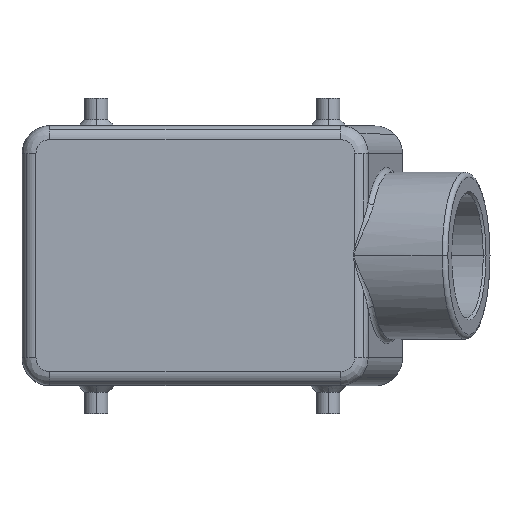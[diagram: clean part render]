
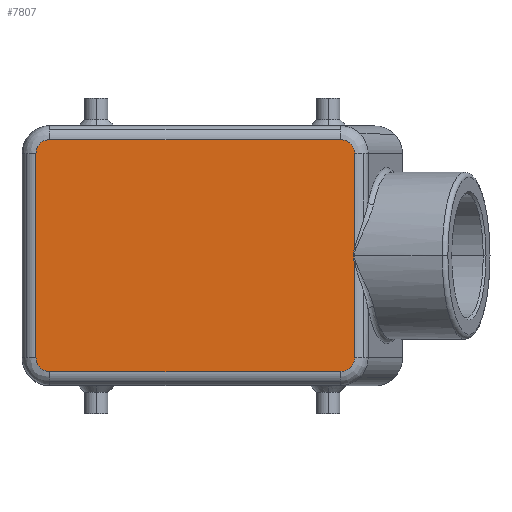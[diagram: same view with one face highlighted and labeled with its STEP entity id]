
A CAD part, top view. The second image highlights one B-rep face of the part: STEP entity #7807.
In plain terms, the highlighted planar face has unit normal (0, 0, 1).
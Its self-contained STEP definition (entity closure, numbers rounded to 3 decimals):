
#4260=CARTESIAN_POINT('',(27.603,-25.0,56.));
#4261=VERTEX_POINT('',#4260);
#4269=CARTESIAN_POINT('',(-35.,-25.,56.));
#4270=VERTEX_POINT('',#4269);
#4271=CARTESIAN_POINT('',(27.603,-25.0,56.));
#4272=DIRECTION('',(-1.0,0.0,0.0));
#4273=VECTOR('',#4272,62.603);
#4274=LINE('',#4271,#4273);
#4275=EDGE_CURVE('',#4261,#4270,#4274,.T.);
#4302=CARTESIAN_POINT('',(-38.,-22.,56.));
#4303=VERTEX_POINT('',#4302);
#4311=CARTESIAN_POINT('',(-38.0,22.0,56.));
#4312=VERTEX_POINT('',#4311);
#4313=CARTESIAN_POINT('',(-38.,-22.,56.));
#4314=DIRECTION('',(0.0,1.0,0.0));
#4315=VECTOR('',#4314,44.0);
#4316=LINE('',#4313,#4315);
#4317=EDGE_CURVE('',#4303,#4312,#4316,.T.);
#4344=CARTESIAN_POINT('',(-35.,25.,56.));
#4345=VERTEX_POINT('',#4344);
#4353=CARTESIAN_POINT('',(27.603,25.,56.));
#4354=VERTEX_POINT('',#4353);
#4355=CARTESIAN_POINT('',(-35.,25.,56.));
#4356=DIRECTION('',(1.0,0.0,0.0));
#4357=VECTOR('',#4356,62.603);
#4358=LINE('',#4355,#4357);
#4359=EDGE_CURVE('',#4345,#4354,#4358,.T.);
#7110=CARTESIAN_POINT('',(30.716,1.678,56.));
#7111=VERTEX_POINT('',#7110);
#7187=CARTESIAN_POINT('',(30.716,-1.678,56.));
#7188=VERTEX_POINT('',#7187);
#7207=CARTESIAN_POINT('',(101.884,0.0,56.));
#7208=DIRECTION('',(0.0,0.0,1.0));
#7209=DIRECTION('',(-1.0,0.0,0.0));
#7210=AXIS2_PLACEMENT_3D('',#7207,#7208,#7209);
#7211=ELLIPSE('',#7210,71.448,19.0);
#7212=EDGE_CURVE('',#7111,#7188,#7211,.T.);
#7741=CARTESIAN_POINT('',(30.716,-22.,56.));
#7742=VERTEX_POINT('',#7741);
#7743=CARTESIAN_POINT('',(30.716,-1.678,56.));
#7744=DIRECTION('',(0.0,-1.0,0.0));
#7745=VECTOR('',#7744,20.322);
#7746=LINE('',#7743,#7745);
#7747=EDGE_CURVE('',#7188,#7742,#7746,.T.);
#7759=CARTESIAN_POINT('',(0.,0.,56.));
#7760=DIRECTION('',(0.0,0.0,1.0));
#7761=DIRECTION('',(1.0,0.0,0.0));
#7762=AXIS2_PLACEMENT_3D('',#7759,#7760,#7761);
#7763=PLANE('',#7762);
#7764=ORIENTED_EDGE('',*,*,#7212,.F.);
#7765=CARTESIAN_POINT('',(30.716,22.,56.));
#7766=VERTEX_POINT('',#7765);
#7767=CARTESIAN_POINT('',(30.716,22.,56.));
#7768=DIRECTION('',(0.0,-1.0,0.0));
#7769=VECTOR('',#7768,20.322);
#7770=LINE('',#7767,#7769);
#7771=EDGE_CURVE('',#7766,#7111,#7770,.T.);
#7772=ORIENTED_EDGE('',*,*,#7771,.F.);
#7773=CARTESIAN_POINT('',(27.603,22.,56.));
#7774=DIRECTION('',(0.0,0.0,-1.0));
#7775=DIRECTION('',(1.0,0.0,0.0));
#7776=AXIS2_PLACEMENT_3D('',#7773,#7774,#7775);
#7777=ELLIPSE('',#7776,3.112,3.0);
#7778=EDGE_CURVE('',#4354,#7766,#7777,.T.);
#7779=ORIENTED_EDGE('',*,*,#7778,.F.);
#7780=ORIENTED_EDGE('',*,*,#4359,.F.);
#7781=CARTESIAN_POINT('',(-35.,22.0,56.));
#7782=DIRECTION('',(0.0,0.0,-1.));
#7783=DIRECTION('',(-0.707,0.707,0.0));
#7784=AXIS2_PLACEMENT_3D('',#7781,#7782,#7783);
#7785=CIRCLE('',#7784,3.0);
#7786=EDGE_CURVE('',#4312,#4345,#7785,.T.);
#7787=ORIENTED_EDGE('',*,*,#7786,.F.);
#7788=ORIENTED_EDGE('',*,*,#4317,.F.);
#7789=CARTESIAN_POINT('',(-35.,-22.,56.));
#7790=DIRECTION('',(0.0,0.0,-1.));
#7791=DIRECTION('',(-0.707,-0.707,0.0));
#7792=AXIS2_PLACEMENT_3D('',#7789,#7790,#7791);
#7793=CIRCLE('',#7792,3.0);
#7794=EDGE_CURVE('',#4270,#4303,#7793,.T.);
#7795=ORIENTED_EDGE('',*,*,#7794,.F.);
#7796=ORIENTED_EDGE('',*,*,#4275,.F.);
#7797=CARTESIAN_POINT('',(27.603,-22.,56.));
#7798=DIRECTION('',(0.0,0.0,-1.0));
#7799=DIRECTION('',(1.0,0.0,0.0));
#7800=AXIS2_PLACEMENT_3D('',#7797,#7798,#7799);
#7801=ELLIPSE('',#7800,3.112,3.);
#7802=EDGE_CURVE('',#7742,#4261,#7801,.T.);
#7803=ORIENTED_EDGE('',*,*,#7802,.F.);
#7804=ORIENTED_EDGE('',*,*,#7747,.F.);
#7805=EDGE_LOOP('',(#7764,#7772,#7779,#7780,#7787,#7788,#7795,#7796,#7803,#7804));
#7806=FACE_OUTER_BOUND('',#7805,.T.);
#7807=ADVANCED_FACE('',(#7806),#7763,.T.);
